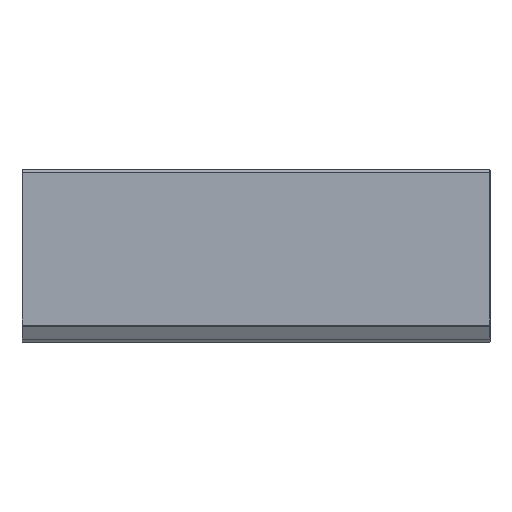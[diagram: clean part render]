
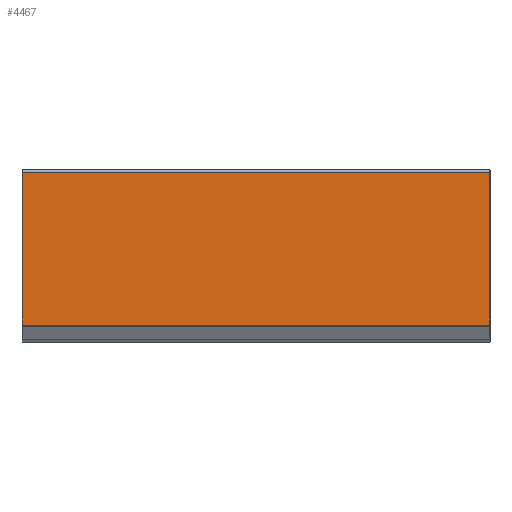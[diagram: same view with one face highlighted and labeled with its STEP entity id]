
A CAD part, top view. The second image highlights one B-rep face of the part: STEP entity #4467.
In plain terms, the highlighted planar face has unit normal (0, 0, 1).
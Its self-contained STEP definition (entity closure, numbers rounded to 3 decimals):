
#155 = DIRECTION ( 'NONE',  ( 0., 0., -1. ) ) ;
#491 = VERTEX_POINT ( 'NONE', #881 ) ;
#648 = VECTOR ( 'NONE', #1440, 1000. ) ;
#699 = AXIS2_PLACEMENT_3D ( 'NONE', #2853, #155, #5127 ) ;
#833 = ORIENTED_EDGE ( 'NONE', *, *, #5523, .T. ) ;
#881 = CARTESIAN_POINT ( 'NONE',  ( 303., -99.598, 1.2 ) ) ;
#932 = ORIENTED_EDGE ( 'NONE', *, *, #4429, .T. ) ;
#1000 = CARTESIAN_POINT ( 'NONE',  ( 303., 98.225, 1.2 ) ) ;
#1091 = FACE_OUTER_BOUND ( 'NONE', #2823, .T. ) ;
#1440 = DIRECTION ( 'NONE',  ( 1., 0., 0. ) ) ;
#2433 = CARTESIAN_POINT ( 'NONE',  ( 303., -100.1, 1.2 ) ) ;
#2467 = LINE ( 'NONE', #1000, #4981 ) ;
#2823 = EDGE_LOOP ( 'NONE', ( #4179, #932, #833, #4554 ) ) ;
#2853 = CARTESIAN_POINT ( 'NONE',  ( 303., 100.1, 1.2 ) ) ;
#2871 = DIRECTION ( 'NONE',  ( 0., -1., 0. ) ) ;
#2877 = DIRECTION ( 'NONE',  ( 0., 1., 0. ) ) ;
#3350 = CARTESIAN_POINT ( 'NONE',  ( -303., -100.1, 1.2 ) ) ;
#3632 = CARTESIAN_POINT ( 'NONE',  ( -303., -99.598, 1.2 ) ) ;
#3650 = CARTESIAN_POINT ( 'NONE',  ( -303., -99.598, 1.2 ) ) ;
#3661 = EDGE_CURVE ( 'NONE', #491, #3709, #4565, .T. ) ;
#3709 = VERTEX_POINT ( 'NONE', #4670 ) ;
#3748 = PLANE ( 'NONE',  #699 ) ;
#3909 = VERTEX_POINT ( 'NONE', #4689 ) ;
#4087 = VECTOR ( 'NONE', #2877, 1000. ) ;
#4176 = DIRECTION ( 'NONE',  ( -1., 0., 0. ) ) ;
#4179 = ORIENTED_EDGE ( 'NONE', *, *, #5742, .T. ) ;
#4289 = LINE ( 'NONE', #3350, #5683 ) ;
#4339 = VERTEX_POINT ( 'NONE', #3650 ) ;
#4429 = EDGE_CURVE ( 'NONE', #3909, #4339, #4289, .T. ) ;
#4467 = ADVANCED_FACE ( 'NONE', ( #1091 ), #3748, .F. ) ;
#4554 = ORIENTED_EDGE ( 'NONE', *, *, #3661, .T. ) ;
#4565 = LINE ( 'NONE', #2433, #4087 ) ;
#4670 = CARTESIAN_POINT ( 'NONE',  ( 303., 98.225, 1.2 ) ) ;
#4689 = CARTESIAN_POINT ( 'NONE',  ( -303., 98.225, 1.2 ) ) ;
#4841 = LINE ( 'NONE', #3632, #648 ) ;
#4981 = VECTOR ( 'NONE', #4176, 1000. ) ;
#5127 = DIRECTION ( 'NONE',  ( -1., 0., 0. ) ) ;
#5523 = EDGE_CURVE ( 'NONE', #4339, #491, #4841, .T. ) ;
#5683 = VECTOR ( 'NONE', #2871, 1000. ) ;
#5742 = EDGE_CURVE ( 'NONE', #3709, #3909, #2467, .T. ) ;
